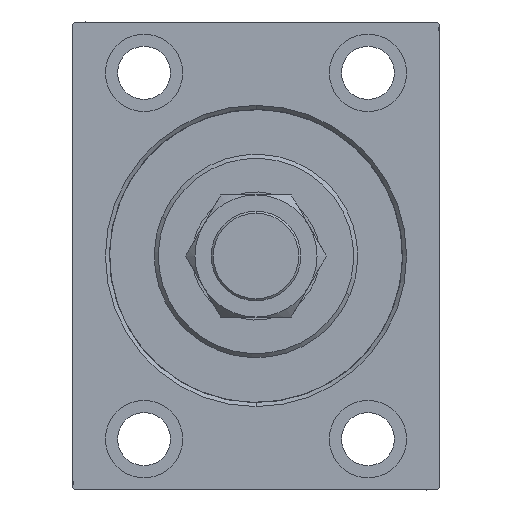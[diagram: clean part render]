
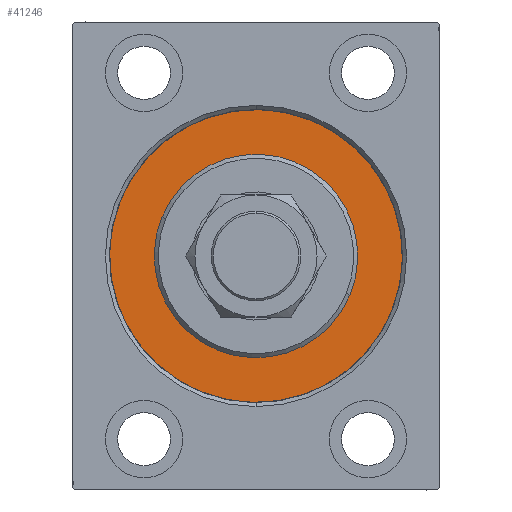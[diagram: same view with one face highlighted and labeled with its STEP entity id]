
A CAD part, left-side view. The second image highlights one B-rep face of the part: STEP entity #41246.
In plain terms, the highlighted face is planar.
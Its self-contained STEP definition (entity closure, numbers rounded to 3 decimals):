
#557 = CARTESIAN_POINT ( 'NONE',  ( 0., 0., 0. ) ) ;
#2080 = CARTESIAN_POINT ( 'NONE',  ( 0., 0., -36. ) ) ;
#3090 = CIRCLE ( 'NONE', #33965, 25. ) ;
#3182 = DIRECTION ( 'NONE',  ( 1., 0., 0. ) ) ;
#3637 = FACE_OUTER_BOUND ( 'NONE', #17285, .T. ) ;
#4631 = ORIENTED_EDGE ( 'NONE', *, *, #39066, .F. ) ;
#6985 = DIRECTION ( 'NONE',  ( -1., 0., 0. ) ) ;
#7360 = CIRCLE ( 'NONE', #8828, 36. ) ;
#8828 = AXIS2_PLACEMENT_3D ( 'NONE', #26583, #29813, #39947 ) ;
#11029 = EDGE_CURVE ( 'NONE', #33263, #37828, #7360, .T. ) ;
#13090 = CARTESIAN_POINT ( 'NONE',  ( 0., 0., 0. ) ) ;
#13471 = CARTESIAN_POINT ( 'NONE',  ( 0., 0., 25. ) ) ;
#16043 = VERTEX_POINT ( 'NONE', #13471 ) ;
#16186 = CARTESIAN_POINT ( 'NONE',  ( 0., 0., -25. ) ) ;
#17285 = EDGE_LOOP ( 'NONE', ( #43750, #34550 ) ) ;
#17469 = VERTEX_POINT ( 'NONE', #16186 ) ;
#20878 = PLANE ( 'NONE',  #40588 ) ;
#21253 = DIRECTION ( 'NONE',  ( 0., 0., 1. ) ) ;
#21313 = CIRCLE ( 'NONE', #33072, 36. ) ;
#21790 = FACE_BOUND ( 'NONE', #32928, .T. ) ;
#22229 = CARTESIAN_POINT ( 'NONE',  ( 0., 0., 0. ) ) ;
#22686 = DIRECTION ( 'NONE',  ( 1., 0., 0. ) ) ;
#26583 = CARTESIAN_POINT ( 'NONE',  ( 0., 0., 0. ) ) ;
#29243 = CARTESIAN_POINT ( 'NONE',  ( 0., 0., 36. ) ) ;
#29634 = EDGE_CURVE ( 'NONE', #37828, #33263, #21313, .T. ) ;
#29813 = DIRECTION ( 'NONE',  ( -1., 0., 0. ) ) ;
#30967 = CIRCLE ( 'NONE', #33199, 25. ) ;
#31695 = DIRECTION ( 'NONE',  ( -1., 0., 0. ) ) ;
#32928 = EDGE_LOOP ( 'NONE', ( #4631, #33959 ) ) ;
#33072 = AXIS2_PLACEMENT_3D ( 'NONE', #557, #6985, #21253 ) ;
#33199 = AXIS2_PLACEMENT_3D ( 'NONE', #13090, #3182, #41151 ) ;
#33263 = VERTEX_POINT ( 'NONE', #2080 ) ;
#33288 = DIRECTION ( 'NONE',  ( 0., 0., -1. ) ) ;
#33959 = ORIENTED_EDGE ( 'NONE', *, *, #38824, .F. ) ;
#33965 = AXIS2_PLACEMENT_3D ( 'NONE', #22229, #22686, #33288 ) ;
#34550 = ORIENTED_EDGE ( 'NONE', *, *, #29634, .F. ) ;
#37828 = VERTEX_POINT ( 'NONE', #29243 ) ;
#38824 = EDGE_CURVE ( 'NONE', #17469, #16043, #30967, .T. ) ;
#38845 = CARTESIAN_POINT ( 'NONE',  ( 0., 0., 0. ) ) ;
#39066 = EDGE_CURVE ( 'NONE', #16043, #17469, #3090, .T. ) ;
#39947 = DIRECTION ( 'NONE',  ( 0., 0., 1. ) ) ;
#40588 = AXIS2_PLACEMENT_3D ( 'NONE', #38845, #31695, #45509 ) ;
#41151 = DIRECTION ( 'NONE',  ( 0., 0., -1. ) ) ;
#41246 = ADVANCED_FACE ( 'NONE', ( #21790, #3637 ), #20878, .F. ) ;
#43750 = ORIENTED_EDGE ( 'NONE', *, *, #11029, .F. ) ;
#45509 = DIRECTION ( 'NONE',  ( 0., 0., 1. ) ) ;
